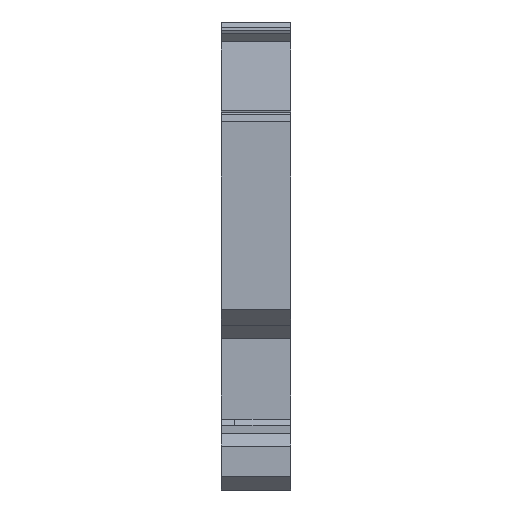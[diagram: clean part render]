
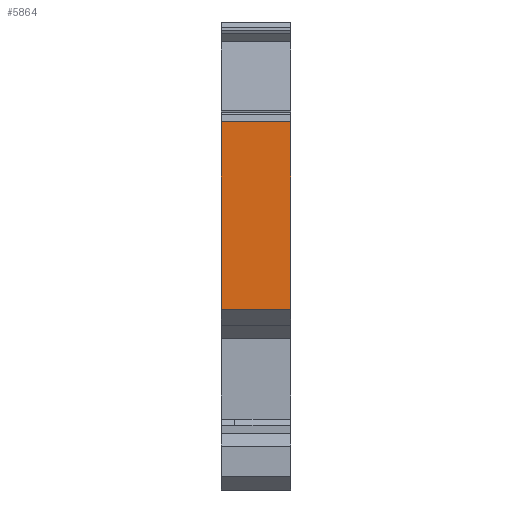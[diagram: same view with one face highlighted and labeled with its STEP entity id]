
A CAD part, left-side view. The second image highlights one B-rep face of the part: STEP entity #5864.
In plain terms, the highlighted free-form (B-spline) face has degree [1, 1] with [2, 2] control points.
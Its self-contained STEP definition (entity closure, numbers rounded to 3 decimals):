
#2335=CARTESIAN_POINT('',(-19.45,5.2,21.732));
#2336=VERTEX_POINT('',#2335);
#2344=CARTESIAN_POINT('',(-19.45,0.,21.732));
#2345=VERTEX_POINT('',#2344);
#2346=CARTESIAN_POINT('',(-19.45,5.2,21.732));
#2347=CARTESIAN_POINT('',(-19.45,0.,21.732));
#2348=B_SPLINE_CURVE_WITH_KNOTS('',1,(#2346,#2347),.POLYLINE_FORM.,.F.,.U.,(2,2),(0.,1.),.UNSPECIFIED.);
#2349=EDGE_CURVE('',#2336,#2345,#2348,.T.);
#2390=CARTESIAN_POINT('',(-19.45,0.,7.6));
#2391=VERTEX_POINT('',#2390);
#2398=CARTESIAN_POINT('',(-19.45,5.2,7.6));
#2399=VERTEX_POINT('',#2398);
#2400=CARTESIAN_POINT('',(-19.45,5.2,7.6));
#2401=CARTESIAN_POINT('',(-19.45,0.,7.6));
#2402=B_SPLINE_CURVE_WITH_KNOTS('',1,(#2400,#2401),.POLYLINE_FORM.,.F.,.U.,(2,2),(0.,1.),.UNSPECIFIED.);
#2403=EDGE_CURVE('',#2399,#2391,#2402,.T.);
#5550=CARTESIAN_POINT('',(-19.45,5.2,21.732));
#5551=CARTESIAN_POINT('',(-19.45,5.2,7.6));
#5552=B_SPLINE_CURVE_WITH_KNOTS('',1,(#5550,#5551),.POLYLINE_FORM.,.F.,.U.,(2,2),(0.,1.),.UNSPECIFIED.);
#5553=EDGE_CURVE('',#2336,#2399,#5552,.T.);
#5849=CARTESIAN_POINT('',(-19.45,5.567,23.358));
#5850=CARTESIAN_POINT('',(-19.45,-0.367,23.358));
#5851=CARTESIAN_POINT('',(-19.45,5.567,6.063));
#5852=CARTESIAN_POINT('',(-19.45,-0.367,6.063));
#5853=B_SPLINE_SURFACE_WITH_KNOTS('',1,1,((#5849,#5850),(#5851,#5852)),.PLANE_SURF.,.F.,.F.,.U.,(2,2),(2,2),(0.,1.),(0.,1.),.UNSPECIFIED.);
#5854=ORIENTED_EDGE('',*,*,#2349,.F.);
#5855=ORIENTED_EDGE('',*,*,#5553,.T.);
#5856=ORIENTED_EDGE('',*,*,#2403,.T.);
#5857=CARTESIAN_POINT('',(-19.45,0.,21.732));
#5858=CARTESIAN_POINT('',(-19.45,0.,7.6));
#5859=B_SPLINE_CURVE_WITH_KNOTS('',1,(#5857,#5858),.POLYLINE_FORM.,.F.,.U.,(2,2),(0.,1.),.UNSPECIFIED.);
#5860=EDGE_CURVE('',#2345,#2391,#5859,.T.);
#5861=ORIENTED_EDGE('',*,*,#5860,.F.);
#5862=EDGE_LOOP('',(#5854,#5855,#5856,#5861));
#5863=FACE_OUTER_BOUND('',#5862,.T.);
#5864=ADVANCED_FACE('',(#5863),#5853,.T.);
